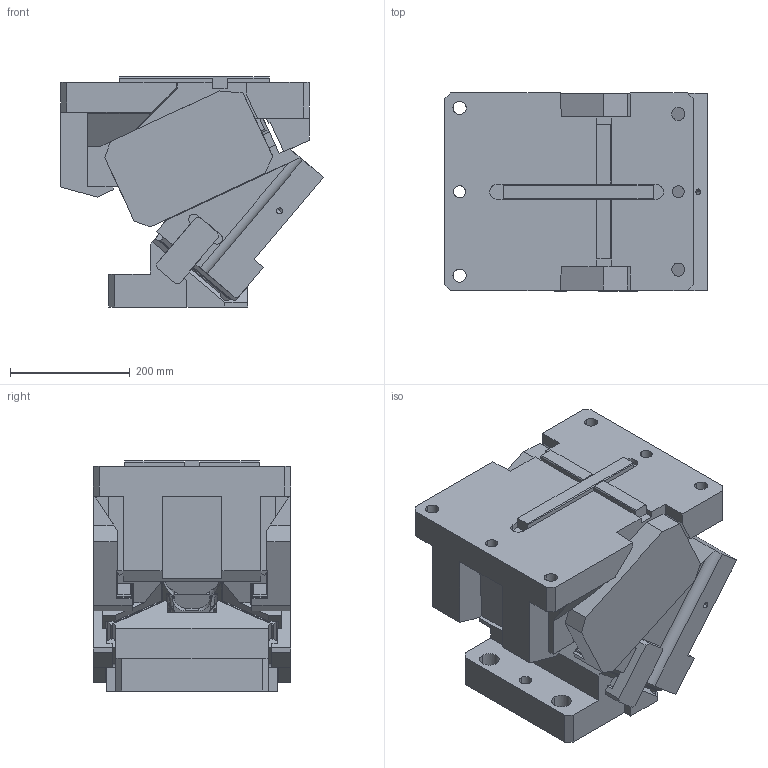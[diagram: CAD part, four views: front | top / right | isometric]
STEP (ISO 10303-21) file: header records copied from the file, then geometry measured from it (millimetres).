
FILE_DESCRIPTION(('CATIA V5 STEP Exchange'),'2;1');
FILE_NAME('CACV_F_330_40.stp','2015-04-27T06:59:15+00:00',('none'),('none'),'CATIA Version 5 Release 19 SP 2 (IN-10)','CATIA V5 STEP AP203','none');
FILE_SCHEMA(('CONFIG_CONTROL_DESIGN'));
Length unit declared in the file: millimetre
Products named in the file (1): CACV_F_330_40
Bounding box: 438.66 x 330 x 384 mm (x, y, z)
Volume: 31182181.4 mm3; surface area: 1458391.9 mm2
Topology: 3 solids, 3 shells, 618 faces, 1806 edges, 1179 vertices
Faces by surface type: plane 417, cylinder 169, cone 18, extrusion 6, torus 4, bspline 4
Entity records: 21690 total; most frequent: CARTESIAN_POINT 6106, ORIENTED_EDGE 3588, DIRECTION 2610, EDGE_CURVE 1794, VECTOR 1359, LINE 1353, VERTEX_POINT 1177, AXIS2_PLACEMENT_3D 720
